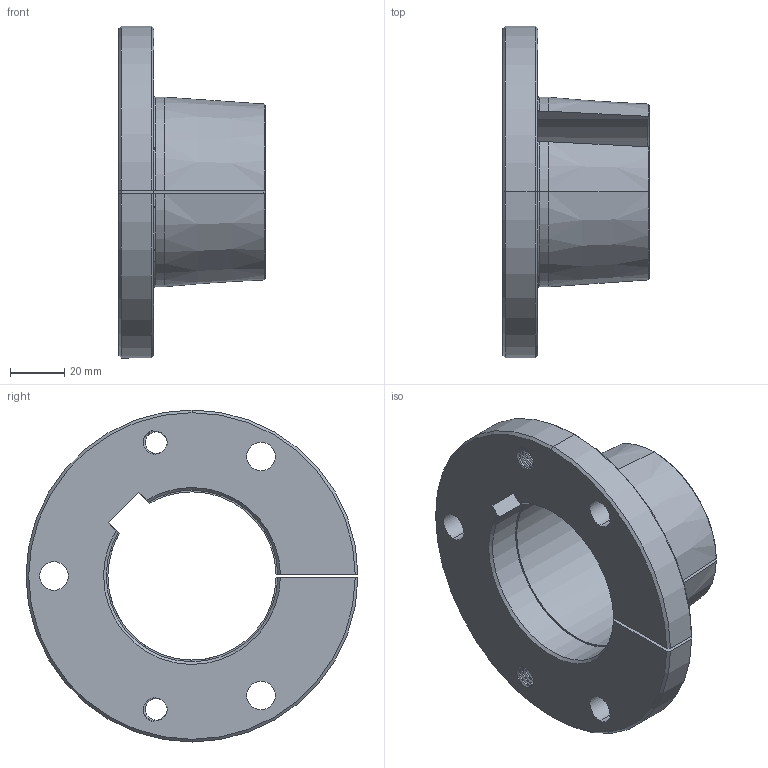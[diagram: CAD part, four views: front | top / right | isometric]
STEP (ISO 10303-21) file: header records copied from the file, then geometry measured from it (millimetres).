
FILE_DESCRIPTION (( 'STEP AP214' ), '1' );
FILE_NAME ('SMR4-TBK-39.step', '2016-11-22T21:14:41', ( '' ), ( '' ), 'SwSTEP 2.0', 'SolidWorks 2016', '' );
FILE_SCHEMA (( 'AUTOMOTIVE_DESIGN' ));
Length unit declared in the file: inch
Products named in the file (1): SMR4-TBK-39
Bounding box: 54 x 122.2 x 122.2 mm (x, y, z)
Volume: 126443.6 mm3; surface area: 41805.3 mm2
Topology: 1 solids, 1 shells, 127 faces, 370 edges, 245 vertices
Faces by surface type: cylinder 92, cone 17, plane 11, bspline 7
Entity records: 6086 total; most frequent: CARTESIAN_POINT 3117, ORIENTED_EDGE 740, DIRECTION 507, EDGE_CURVE 370, VERTEX_POINT 245, AXIS2_PLACEMENT_3D 192, EDGE_LOOP 137, ADVANCED_FACE 127
